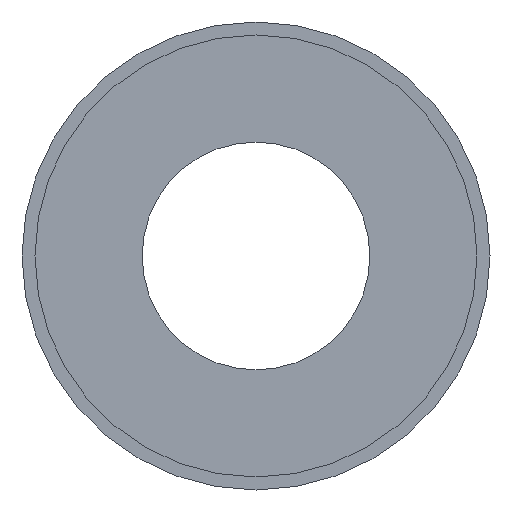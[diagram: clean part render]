
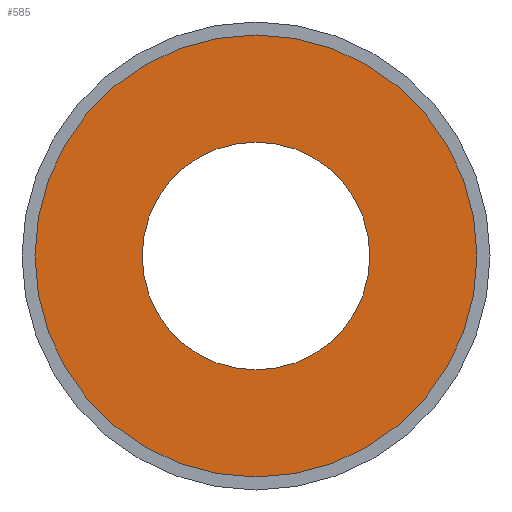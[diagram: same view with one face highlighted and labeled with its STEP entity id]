
A CAD part, front view. The second image highlights one B-rep face of the part: STEP entity #585.
In plain terms, the highlighted planar face has unit normal (0, -1, 0).
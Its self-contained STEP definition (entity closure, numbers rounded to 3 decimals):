
#1 = CIRCLE ( 'NONE', #143, 42.5 ) ;
#22 = VERTEX_POINT ( 'NONE', #485 ) ;
#25 = AXIS2_PLACEMENT_3D ( 'NONE', #164, #120, #477 ) ;
#33 = CIRCLE ( 'NONE', #341, 21.9 ) ;
#54 = ORIENTED_EDGE ( 'NONE', *, *, #135, .T. ) ;
#86 = DIRECTION ( 'NONE',  ( 0., 0., -1. ) ) ;
#93 = DIRECTION ( 'NONE',  ( 0., -1., 0. ) ) ;
#120 = DIRECTION ( 'NONE',  ( 0., -1., 0. ) ) ;
#126 = ORIENTED_EDGE ( 'NONE', *, *, #406, .F. ) ;
#135 = EDGE_CURVE ( 'NONE', #484, #457, #1, .T. ) ;
#143 = AXIS2_PLACEMENT_3D ( 'NONE', #493, #233, #542 ) ;
#148 = EDGE_LOOP ( 'NONE', ( #332, #126 ) ) ;
#164 = CARTESIAN_POINT ( 'NONE',  ( 0., -2., 0. ) ) ;
#165 = AXIS2_PLACEMENT_3D ( 'NONE', #353, #93, #86 ) ;
#171 = CIRCLE ( 'NONE', #25, 42.5 ) ;
#233 = DIRECTION ( 'NONE',  ( 0., -1., 0. ) ) ;
#282 = CIRCLE ( 'NONE', #351, 21.9 ) ;
#286 = CARTESIAN_POINT ( 'NONE',  ( 0., -2., 21.9 ) ) ;
#291 = CARTESIAN_POINT ( 'NONE',  ( 0., -2., 42.5 ) ) ;
#292 = DIRECTION ( 'NONE',  ( 0., -1., 0. ) ) ;
#298 = ORIENTED_EDGE ( 'NONE', *, *, #481, .T. ) ;
#302 = FACE_BOUND ( 'NONE', #148, .T. ) ;
#332 = ORIENTED_EDGE ( 'NONE', *, *, #508, .F. ) ;
#338 = DIRECTION ( 'NONE',  ( 0., 0., -1. ) ) ;
#341 = AXIS2_PLACEMENT_3D ( 'NONE', #468, #292, #511 ) ;
#346 = CARTESIAN_POINT ( 'NONE',  ( 0., -2., 0. ) ) ;
#349 = EDGE_LOOP ( 'NONE', ( #54, #298 ) ) ;
#351 = AXIS2_PLACEMENT_3D ( 'NONE', #346, #426, #338 ) ;
#353 = CARTESIAN_POINT ( 'NONE',  ( 0., -2., 0. ) ) ;
#406 = EDGE_CURVE ( 'NONE', #424, #22, #33, .T. ) ;
#424 = VERTEX_POINT ( 'NONE', #286 ) ;
#426 = DIRECTION ( 'NONE',  ( 0., -1., 0. ) ) ;
#457 = VERTEX_POINT ( 'NONE', #291 ) ;
#468 = CARTESIAN_POINT ( 'NONE',  ( 0., -2., 0. ) ) ;
#475 = PLANE ( 'NONE',  #165 ) ;
#477 = DIRECTION ( 'NONE',  ( 0., 0., -1. ) ) ;
#481 = EDGE_CURVE ( 'NONE', #457, #484, #171, .T. ) ;
#484 = VERTEX_POINT ( 'NONE', #514 ) ;
#485 = CARTESIAN_POINT ( 'NONE',  ( 0., -2., -21.9 ) ) ;
#493 = CARTESIAN_POINT ( 'NONE',  ( 0., -2., 0. ) ) ;
#508 = EDGE_CURVE ( 'NONE', #22, #424, #282, .T. ) ;
#511 = DIRECTION ( 'NONE',  ( 0., 0., -1. ) ) ;
#514 = CARTESIAN_POINT ( 'NONE',  ( 0., -2., -42.5 ) ) ;
#542 = DIRECTION ( 'NONE',  ( 0., 0., -1. ) ) ;
#568 = FACE_OUTER_BOUND ( 'NONE', #349, .T. ) ;
#585 = ADVANCED_FACE ( 'NONE', ( #302, #568 ), #475, .T. ) ;
